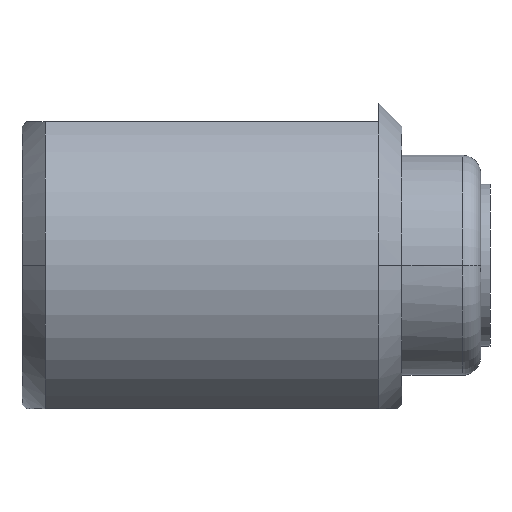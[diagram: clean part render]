
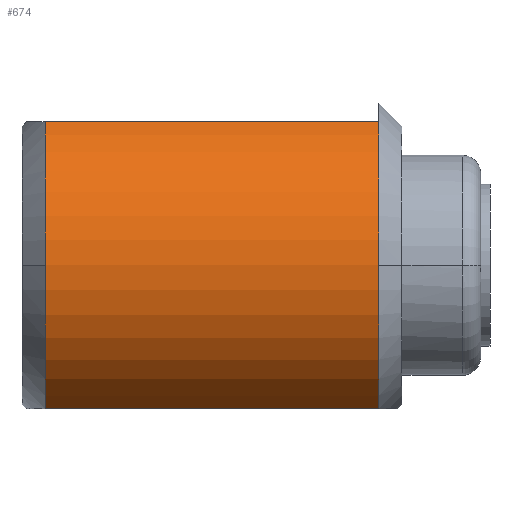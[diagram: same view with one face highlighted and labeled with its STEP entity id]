
A CAD part, front view. The second image highlights one B-rep face of the part: STEP entity #674.
In plain terms, the highlighted cylindrical face has radius 7 mm (diameter 14 mm), a partial arc.
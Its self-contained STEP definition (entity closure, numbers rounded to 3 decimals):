
#174=CARTESIAN_POINT('',(0.,-3.25,-6.2));
#176=CARTESIAN_POINT('',(0.,0.,0.));
#177=DIRECTION('',(-1.,0.,0.));
#178=DIRECTION('',(0.,-0.464,-0.886));
#179=AXIS2_PLACEMENT_3D('',#176,#177,#178);
#190=DIRECTION('',(-1.,0.,0.));
#191=VECTOR('',#190,14.4);
#192=CARTESIAN_POINT('',(0.,-3.25,-6.2));
#193=LINE('',#192,#191);
#194=DIRECTION('',(1.,0.,0.));
#195=VECTOR('',#194,14.4);
#196=CARTESIAN_POINT('',(-14.4,-3.25,6.2));
#197=LINE('',#196,#195);
#207=CARTESIAN_POINT('',(0.,0.,0.));
#208=DIRECTION('',(-1.,0.,0.));
#209=DIRECTION('',(0.,-1.,0.));
#210=AXIS2_PLACEMENT_3D('',#207,#208,#209);
#245=CARTESIAN_POINT('',(-14.4,0.,0.));
#246=DIRECTION('',(1.,0.,0.));
#247=DIRECTION('',(0.,-0.464,0.886));
#248=AXIS2_PLACEMENT_3D('',#245,#246,#247);
#279=CARTESIAN_POINT('',(-14.4,0.,0.));
#280=DIRECTION('',(1.,0.,0.));
#281=DIRECTION('',(0.,-1.,0.));
#282=AXIS2_PLACEMENT_3D('',#279,#280,#281);
#420=VERTEX_POINT('',#174);
#421=CARTESIAN_POINT('',(0.,-7.,0.));
#422=VERTEX_POINT('',#421);
#425=CARTESIAN_POINT('',(-14.4,-3.25,-6.2));
#426=VERTEX_POINT('',#425);
#435=CARTESIAN_POINT('',(0.,-3.25,
6.2));
#436=VERTEX_POINT('',#435);
#437=CARTESIAN_POINT('',(-14.4,-7.,0.));
#438=VERTEX_POINT('',#437);
#439=CARTESIAN_POINT('',(-14.4,-3.25,6.2));
#440=VERTEX_POINT('',#439);
#657=CARTESIAN_POINT('',(-16.39,0.,0.));
#658=DIRECTION('',(1.,0.,0.));
#659=DIRECTION('',(0.,-1.,0.));
#660=AXIS2_PLACEMENT_3D('',#657,#658,#659);
#661=CYLINDRICAL_SURFACE('',#660,7.);
#663=ORIENTED_EDGE('',*,*,#662,.F.);
#664=ORIENTED_EDGE('',*,*,#628,.F.);
#665=ORIENTED_EDGE('',*,*,#646,.T.);
#667=ORIENTED_EDGE('',*,*,#666,.F.);
#669=ORIENTED_EDGE('',*,*,#668,.F.);
#671=ORIENTED_EDGE('',*,*,#670,.T.);
#672=EDGE_LOOP('',(#663,#664,#665,#667,#669,#671));
#673=FACE_OUTER_BOUND('',#672,.F.);
#180=CIRCLE('',#179,7.);
#211=CIRCLE('',#210,7.);
#249=CIRCLE('',#248,7.);
#283=CIRCLE('',#282,7.);
#628=EDGE_CURVE('',#420,#422,#180,.T.);
#646=EDGE_CURVE('',#420,#426,#193,.T.);
#662=EDGE_CURVE('',#422,#436,#211,.T.);
#666=EDGE_CURVE('',#438,#426,#283,.T.);
#668=EDGE_CURVE('',#440,#438,#249,.T.);
#670=EDGE_CURVE('',#440,#436,#197,.T.);
#674=ADVANCED_FACE('',(#673),#661,.T.);
